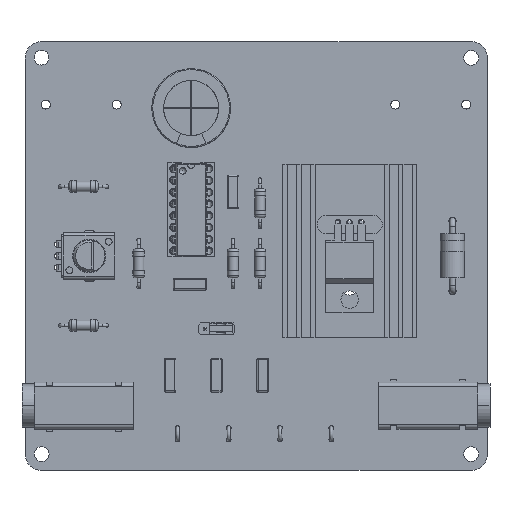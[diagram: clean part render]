
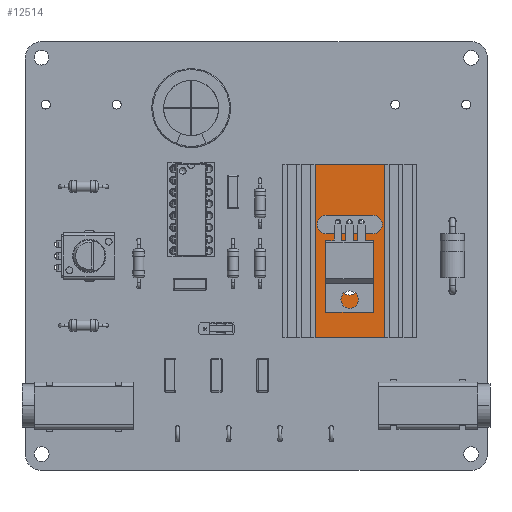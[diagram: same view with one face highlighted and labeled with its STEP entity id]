
A CAD part, top view. The second image highlights one B-rep face of the part: STEP entity #12514.
In plain terms, the highlighted planar face has unit normal (0, 0, 1).
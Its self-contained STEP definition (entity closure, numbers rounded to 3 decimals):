
#11627 = VERTEX_POINT('',#11628);
#11628 = CARTESIAN_POINT('',(1.75,26.5,2.5));
#11644 = EDGE_CURVE('',#11627,#11627,#11645,.T.);
#11645 = CIRCLE('',#11646,1.75);
#11646 = AXIS2_PLACEMENT_3D('',#11647,#11648,#11649);
#11647 = CARTESIAN_POINT('',(0.,26.5,2.5));
#11648 = DIRECTION('',(0.,0.,-1.));
#11649 = DIRECTION('',(-1.,0.,0.));
#11670 = VERTEX_POINT('',#11671);
#11671 = CARTESIAN_POINT('',(5.,15.,2.5));
#11677 = EDGE_CURVE('',#11678,#11670,#11680,.T.);
#11678 = VERTEX_POINT('',#11679);
#11679 = CARTESIAN_POINT('',(-5.,15.,2.5));
#11680 = LINE('',#11681,#11682);
#11681 = CARTESIAN_POINT('',(-2.5,15.,2.5));
#11682 = VECTOR('',#11683,1.);
#11683 = DIRECTION('',(1.,0.,0.));
#11700 = VERTEX_POINT('',#11701);
#11701 = CARTESIAN_POINT('',(-5.,11.,2.5));
#11709 = EDGE_CURVE('',#11700,#11678,#11710,.T.);
#11710 = CIRCLE('',#11711,2.);
#11711 = AXIS2_PLACEMENT_3D('',#11712,#11713,#11714);
#11712 = CARTESIAN_POINT('',(-5.,13.,2.5));
#11713 = DIRECTION('',(0.,0.,-1.));
#11714 = DIRECTION('',(0.,1.,0.));
#11741 = EDGE_CURVE('',#11742,#11700,#11744,.T.);
#11742 = VERTEX_POINT('',#11743);
#11743 = CARTESIAN_POINT('',(5.,11.,2.5));
#11744 = LINE('',#11745,#11746);
#11745 = CARTESIAN_POINT('',(2.5,11.,2.5));
#11746 = VECTOR('',#11747,1.);
#11747 = DIRECTION('',(-1.,0.,0.));
#11764 = EDGE_CURVE('',#11670,#11742,#11765,.T.);
#11765 = CIRCLE('',#11766,2.);
#11766 = AXIS2_PLACEMENT_3D('',#11767,#11768,#11769);
#11767 = CARTESIAN_POINT('',(5.,13.,2.5));
#11768 = DIRECTION('',(0.,0.,-1.));
#11769 = DIRECTION('',(0.,-1.,0.));
#12107 = VERTEX_POINT('',#12108);
#12108 = CARTESIAN_POINT('',(-7.5,0.,2.5));
#12114 = EDGE_CURVE('',#12107,#12115,#12117,.T.);
#12115 = VERTEX_POINT('',#12116);
#12116 = CARTESIAN_POINT('',(-7.5,37.5,2.5));
#12117 = LINE('',#12118,#12119);
#12118 = CARTESIAN_POINT('',(-7.5,0.,2.5));
#12119 = VECTOR('',#12120,1.);
#12120 = DIRECTION('',(0.,1.,0.));
#12488 = VERTEX_POINT('',#12489);
#12489 = CARTESIAN_POINT('',(7.5,0.,2.5));
#12497 = VERTEX_POINT('',#12498);
#12498 = CARTESIAN_POINT('',(7.5,37.5,2.5));
#12504 = EDGE_CURVE('',#12488,#12497,#12505,.T.);
#12505 = LINE('',#12506,#12507);
#12506 = CARTESIAN_POINT('',(7.5,0.,2.5));
#12507 = VECTOR('',#12508,1.);
#12508 = DIRECTION('',(0.,1.,0.));
#12514 = ADVANCED_FACE('',(#12515,#12531,#12534),#12540,.T.);
#12515 = FACE_BOUND('',#12516,.T.);
#12516 = EDGE_LOOP('',(#12517,#12523,#12524,#12530));
#12517 = ORIENTED_EDGE('',*,*,#12518,.F.);
#12518 = EDGE_CURVE('',#12488,#12107,#12519,.T.);
#12519 = LINE('',#12520,#12521);
#12520 = CARTESIAN_POINT('',(7.5,0.,2.5));
#12521 = VECTOR('',#12522,1.);
#12522 = DIRECTION('',(-1.,0.,0.));
#12523 = ORIENTED_EDGE('',*,*,#12504,.T.);
#12524 = ORIENTED_EDGE('',*,*,#12525,.T.);
#12525 = EDGE_CURVE('',#12497,#12115,#12526,.T.);
#12526 = LINE('',#12527,#12528);
#12527 = CARTESIAN_POINT('',(-7.5,37.5,2.5));
#12528 = VECTOR('',#12529,1.);
#12529 = DIRECTION('',(-1.,0.,0.));
#12530 = ORIENTED_EDGE('',*,*,#12114,.F.);
#12531 = FACE_BOUND('',#12532,.T.);
#12532 = EDGE_LOOP('',(#12533));
#12533 = ORIENTED_EDGE('',*,*,#11644,.T.);
#12534 = FACE_BOUND('',#12535,.T.);
#12535 = EDGE_LOOP('',(#12536,#12537,#12538,#12539));
#12536 = ORIENTED_EDGE('',*,*,#11677,.T.);
#12537 = ORIENTED_EDGE('',*,*,#11764,.T.);
#12538 = ORIENTED_EDGE('',*,*,#11741,.T.);
#12539 = ORIENTED_EDGE('',*,*,#11709,.T.);
#12540 = PLANE('',#12541);
#12541 = AXIS2_PLACEMENT_3D('',#12542,#12543,#12544);
#12542 = CARTESIAN_POINT('',(0.,0.,2.5));
#12543 = DIRECTION('',(0.,0.,1.));
#12544 = DIRECTION('',(1.,0.,0.));
